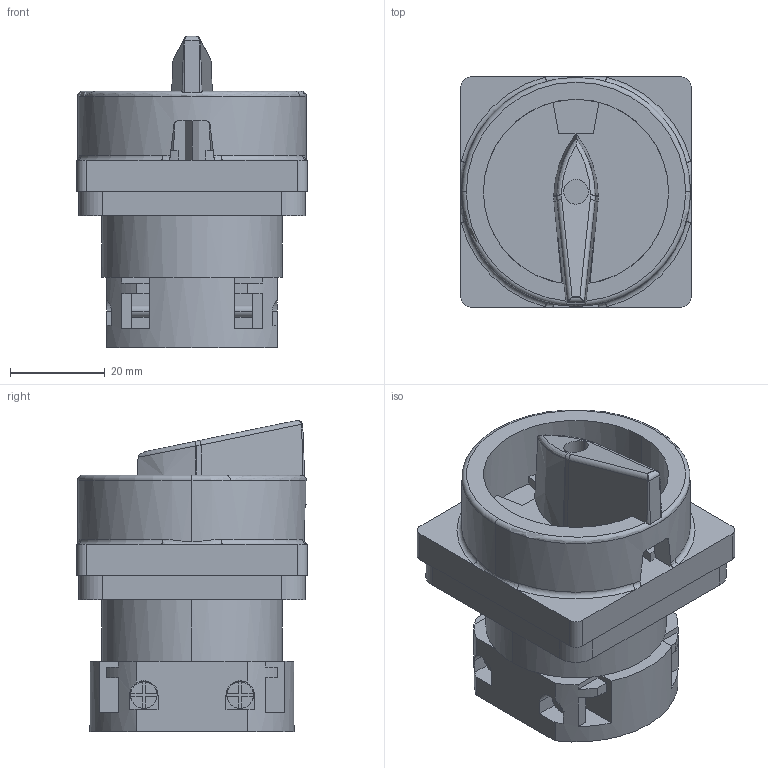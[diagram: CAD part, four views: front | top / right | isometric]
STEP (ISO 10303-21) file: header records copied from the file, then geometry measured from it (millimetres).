
FILE_DESCRIPTION (( 'STEP AP214' ), '1' );
FILE_NAME ('ﾏﾊﾏ-10-1.STEP', '2017-12-25T06:21:24', ( 'AutoBVT' ), ( 'Microsoft' ), 'SwSTEP 2.0', 'SolidWorks 2014', '' );
FILE_SCHEMA (( 'AUTOMOTIVE_DESIGN' ));
Length unit declared in the file: millimetre
Products named in the file (1): ﾏﾊﾏ-10-1
Bounding box: 48.5 x 48.5 x 65.58 mm (x, y, z)
Volume: 74400.9 mm3; surface area: 17927.1 mm2
Topology: 1 solids, 1 shells, 246 faces, 672 edges, 433 vertices
Faces by surface type: plane 163, cylinder 56, bspline 13, cone 8, torus 6
Entity records: 8566 total; most frequent: CARTESIAN_POINT 2298, ORIENTED_EDGE 1340, DIRECTION 1276, EDGE_CURVE 670, VERTEX_POINT 433, AXIS2_PLACEMENT_3D 432, LINE 412, VECTOR 412
